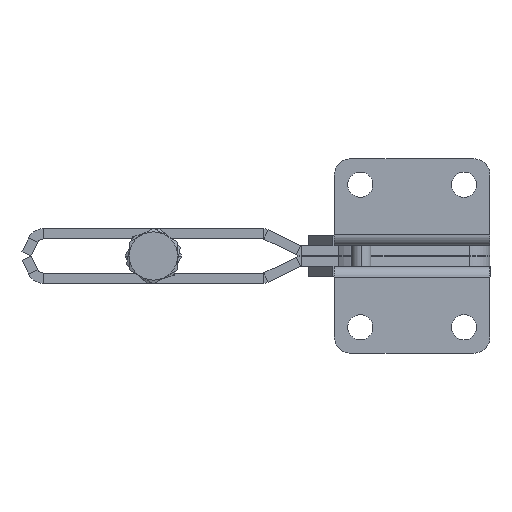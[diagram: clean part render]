
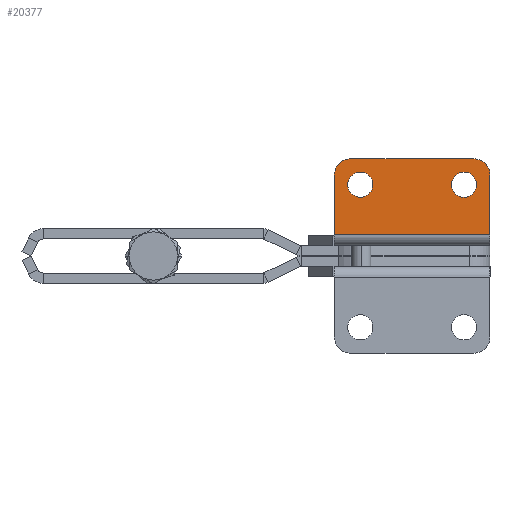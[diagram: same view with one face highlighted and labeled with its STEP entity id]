
A CAD part, front view. The second image highlights one B-rep face of the part: STEP entity #20377.
In plain terms, the highlighted planar face has unit normal (0, -1, 0).
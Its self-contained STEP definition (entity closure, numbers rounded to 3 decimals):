
#792 = ORIENTED_EDGE ( 'NONE', *, *, #2270, .T. ) ;
#793 = ORIENTED_EDGE ( 'NONE', *, *, #2269, .T. ) ;
#795 = ORIENTED_EDGE ( 'NONE', *, *, #2271, .T. ) ;
#796 = ORIENTED_EDGE ( 'NONE', *, *, #2272, .T. ) ;
#797 = ORIENTED_EDGE ( 'NONE', *, *, #2273, .T. ) ;
#798 = ORIENTED_EDGE ( 'NONE', *, *, #2277, .F. ) ;
#799 = ORIENTED_EDGE ( 'NONE', *, *, #2274, .F. ) ;
#800 = ORIENTED_EDGE ( 'NONE', *, *, #2209, .F. ) ;
#801 = ORIENTED_EDGE ( 'NONE', *, *, #2275, .F. ) ;
#802 = ORIENTED_EDGE ( 'NONE', *, *, #2211, .F. ) ;
#2209 = EDGE_CURVE ( 'NONE', #25227, #25173, #26729, .T. ) ;
#2211 = EDGE_CURVE ( 'NONE', #25990, #25187, #26733, .T. ) ;
#2269 = EDGE_CURVE ( 'NONE', #25149, #25157, #17065, .T. ) ;
#2270 = EDGE_CURVE ( 'NONE', #25151, #25149, #17062, .T. ) ;
#2271 = EDGE_CURVE ( 'NONE', #24949, #25151, #17068, .T. ) ;
#2272 = EDGE_CURVE ( 'NONE', #25141, #24949, #17069, .T. ) ;
#2273 = EDGE_CURVE ( 'NONE', #25161, #25141, #17071, .T. ) ;
#2274 = EDGE_CURVE ( 'NONE', #25173, #25227, #17072, .T. ) ;
#2275 = EDGE_CURVE ( 'NONE', #25187, #25990, #17074, .T. ) ;
#2277 = EDGE_CURVE ( 'NONE', #25161, #25157, #17076, .T. ) ;
#2431 = AXIS2_PLACEMENT_3D ( 'NONE', #22832, #22833, #22834 ) ;
#2432 = AXIS2_PLACEMENT_3D ( 'NONE', #22835, #22836, #22837 ) ;
#2457 = AXIS2_PLACEMENT_3D ( 'NONE', #22981, #22982, #22983 ) ;
#2458 = AXIS2_PLACEMENT_3D ( 'NONE', #22984, #22985, #22986 ) ;
#2459 = AXIS2_PLACEMENT_3D ( 'NONE', #22989, #22990, #22991 ) ;
#2460 = AXIS2_PLACEMENT_3D ( 'NONE', #22992, #22993, #22994 ) ;
#3250 = CARTESIAN_POINT ( 'NONE',  ( 63.5, -5., 36.05 ) ) ;
#11333 = FACE_OUTER_BOUND ( 'NONE', #25518, .T. ) ;
#11338 = FACE_BOUND ( 'NONE', #25624, .T. ) ;
#11341 = FACE_BOUND ( 'NONE', #25692, .T. ) ;
#17062 = CIRCLE ( 'NONE', #2457, 8. ) ;
#17065 = LINE ( 'NONE', #22969, #17067 ) ;
#17067 = VECTOR ( 'NONE', #22970, 1000. ) ;
#17068 = LINE ( 'NONE', #22978, #17070 ) ;
#17069 = CIRCLE ( 'NONE', #2458, 8. ) ;
#17070 = VECTOR ( 'NONE', #22974, 1000. ) ;
#17071 = LINE ( 'NONE', #22979, #17073 ) ;
#17072 = CIRCLE ( 'NONE', #2459, 6.15 ) ;
#17073 = VECTOR ( 'NONE', #22980, 1000. ) ;
#17074 = CIRCLE ( 'NONE', #2460, 6.15 ) ;
#17076 = LINE ( 'NONE', #22995, #17079 ) ;
#17079 = VECTOR ( 'NONE', #22997, 1000. ) ;
#20377 = ADVANCED_FACE ( 'NONE', ( #11338, #11341, #11333 ), #23806, .F. ) ;
#22832 = CARTESIAN_POINT ( 'NONE',  ( 12.7, -5., 29.9 ) ) ;
#22833 = DIRECTION ( 'NONE',  ( 0., -1., 0. ) ) ;
#22834 = DIRECTION ( 'NONE',  ( 0., 0., -1. ) ) ;
#22835 = CARTESIAN_POINT ( 'NONE',  ( 63.5, -5., 29.9 ) ) ;
#22836 = DIRECTION ( 'NONE',  ( 0., -1., 0. ) ) ;
#22837 = DIRECTION ( 'NONE',  ( 0., 0., -1. ) ) ;
#22969 = CARTESIAN_POINT ( 'NONE',  ( 0., -5., 5. ) ) ;
#22970 = DIRECTION ( 'NONE',  ( 0., 0., -1. ) ) ;
#22974 = DIRECTION ( 'NONE',  ( -1., 0., 0. ) ) ;
#22978 = CARTESIAN_POINT ( 'NONE',  ( 8., -5., 42.6 ) ) ;
#22979 = CARTESIAN_POINT ( 'NONE',  ( 76.2, -5., 34.6 ) ) ;
#22980 = DIRECTION ( 'NONE',  ( 0., 0., 1. ) ) ;
#22981 = CARTESIAN_POINT ( 'NONE',  ( 8., -5., 34.6 ) ) ;
#22982 = DIRECTION ( 'NONE',  ( 0., -1., 0. ) ) ;
#22983 = DIRECTION ( 'NONE',  ( 0., 0., 1. ) ) ;
#22984 = CARTESIAN_POINT ( 'NONE',  ( 68.2, -5., 34.6 ) ) ;
#22985 = DIRECTION ( 'NONE',  ( 0., -1., 0. ) ) ;
#22986 = DIRECTION ( 'NONE',  ( 0., 0., 1. ) ) ;
#22989 = CARTESIAN_POINT ( 'NONE',  ( 12.7, -5., 29.9 ) ) ;
#22990 = DIRECTION ( 'NONE',  ( 0., -1., 0. ) ) ;
#22991 = DIRECTION ( 'NONE',  ( 0., 0., -1. ) ) ;
#22992 = CARTESIAN_POINT ( 'NONE',  ( 63.5, -5., 29.9 ) ) ;
#22993 = DIRECTION ( 'NONE',  ( 0., -1., 0. ) ) ;
#22994 = DIRECTION ( 'NONE',  ( 0., 0., -1. ) ) ;
#22995 = CARTESIAN_POINT ( 'NONE',  ( 68.2, -5., 5.5 ) ) ;
#22997 = DIRECTION ( 'NONE',  ( -1., 0., 0. ) ) ;
#23799 = DIRECTION ( 'NONE',  ( 0., 1., 0. ) ) ;
#23804 = CARTESIAN_POINT ( 'NONE',  ( 68.2, -5., 34.6 ) ) ;
#23806 = PLANE ( 'NONE',  #27265 ) ;
#23808 = DIRECTION ( 'NONE',  ( 0., 0., 1. ) ) ;
#24124 = CARTESIAN_POINT ( 'NONE',  ( 68.2, -5., 42.6 ) ) ;
#24220 = CARTESIAN_POINT ( 'NONE',  ( 76.2, -5., 34.6 ) ) ;
#24224 = CARTESIAN_POINT ( 'NONE',  ( 0., -5., 34.6 ) ) ;
#24225 = CARTESIAN_POINT ( 'NONE',  ( 8., -5., 42.6 ) ) ;
#24228 = CARTESIAN_POINT ( 'NONE',  ( 0., -5., 5.5 ) ) ;
#24230 = CARTESIAN_POINT ( 'NONE',  ( 76.2, -5., 5.5 ) ) ;
#24236 = CARTESIAN_POINT ( 'NONE',  ( 12.7, -5., 23.75 ) ) ;
#24243 = CARTESIAN_POINT ( 'NONE',  ( 63.5, -5., 23.75 ) ) ;
#24263 = CARTESIAN_POINT ( 'NONE',  ( 12.7, -5., 36.05 ) ) ;
#24949 = VERTEX_POINT ( 'NONE', #24124 ) ;
#25141 = VERTEX_POINT ( 'NONE', #24220 ) ;
#25149 = VERTEX_POINT ( 'NONE', #24224 ) ;
#25151 = VERTEX_POINT ( 'NONE', #24225 ) ;
#25157 = VERTEX_POINT ( 'NONE', #24228 ) ;
#25161 = VERTEX_POINT ( 'NONE', #24230 ) ;
#25173 = VERTEX_POINT ( 'NONE', #24236 ) ;
#25187 = VERTEX_POINT ( 'NONE', #24243 ) ;
#25227 = VERTEX_POINT ( 'NONE', #24263 ) ;
#25518 = EDGE_LOOP ( 'NONE', ( #798, #797, #796, #795, #792, #793 ) ) ;
#25624 = EDGE_LOOP ( 'NONE', ( #802, #801 ) ) ;
#25692 = EDGE_LOOP ( 'NONE', ( #800, #799 ) ) ;
#25990 = VERTEX_POINT ( 'NONE', #3250 ) ;
#26729 = CIRCLE ( 'NONE', #2431, 6.15 ) ;
#26733 = CIRCLE ( 'NONE', #2432, 6.15 ) ;
#27265 = AXIS2_PLACEMENT_3D ( 'NONE', #23804, #23799, #23808 ) ;
